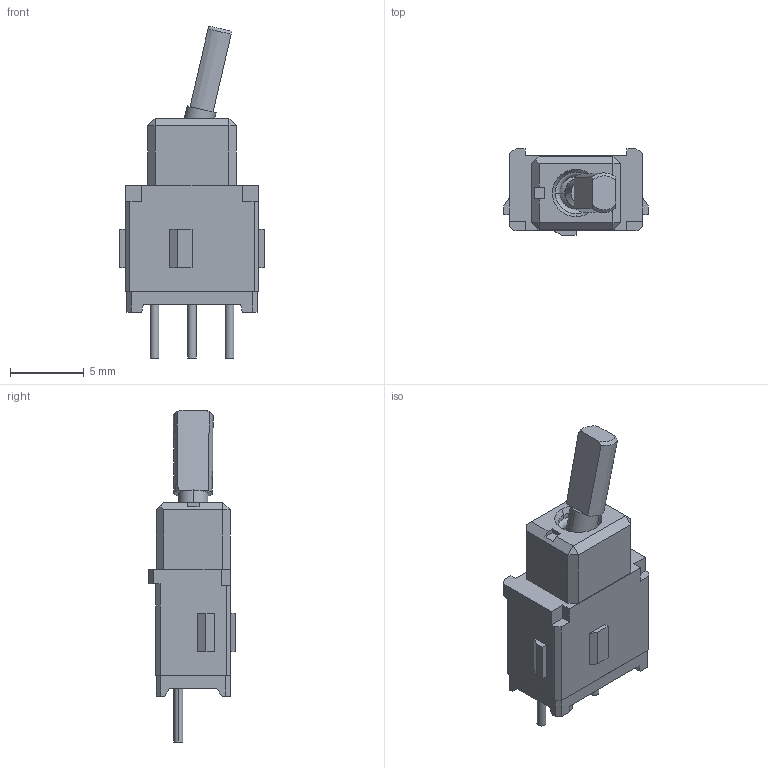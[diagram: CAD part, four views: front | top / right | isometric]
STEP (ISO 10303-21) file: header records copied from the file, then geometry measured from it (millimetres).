
FILE_DESCRIPTION(('FreeCAD Model'),'2;1');
FILE_NAME('1.step', '2016-12-27T14:27:31',('Author'),(''), 'Open CASCADE STEP processor 6.8','FreeCAD','Unknown');
FILE_SCHEMA(('AUTOMOTIVE_DESIGN_CC2 { 1 2 10303 214 -1 1 5 4 }'));
Length unit declared in the file: millimetre
Products named in the file (2): ASSEMBLY; 1
Assembly tree (1 placements, depth 2):
  ASSEMBLY
    1
Bounding box: 9.8 x 5.84 x 22.46 mm (x, y, z)
Volume: 524.1 mm3; surface area: 501.9 mm2
Topology: 1 solids, 1 shells, 128 faces, 327 edges, 210 vertices
Faces by surface type: plane 104, cylinder 10, torus 6, cone 6, sphere 2
Entity records: 11013 total; most frequent: CARTESIAN_POINT 4559, DIRECTION 1131, LINE 763, VECTOR 763, ORIENTED_EDGE 654, PCURVE 654, DEFINITIONAL_REPRESENTATION 654, EDGE_CURVE 327
